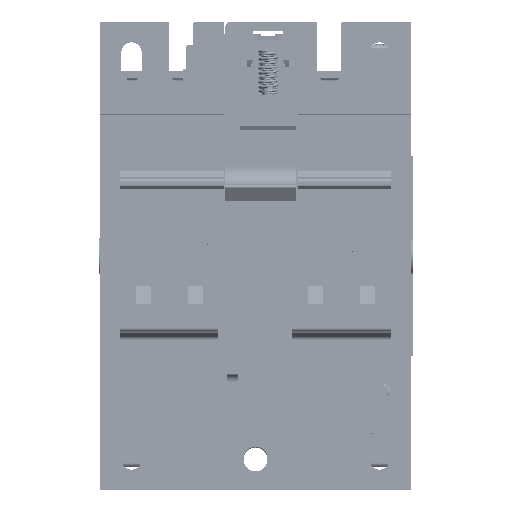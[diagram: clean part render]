
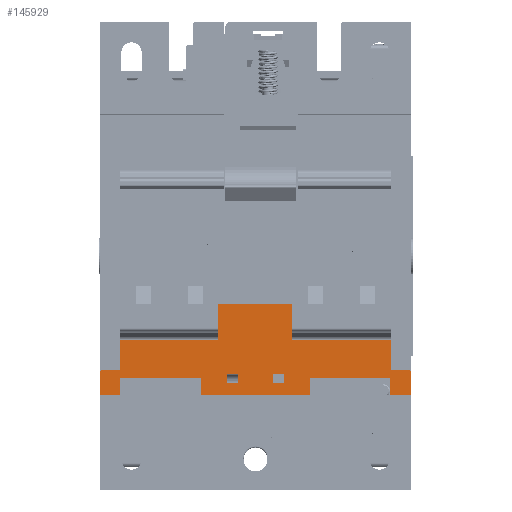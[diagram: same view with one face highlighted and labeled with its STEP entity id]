
A CAD part, front view. The second image highlights one B-rep face of the part: STEP entity #145929.
In plain terms, the highlighted planar face has unit normal (0, -1, 0).
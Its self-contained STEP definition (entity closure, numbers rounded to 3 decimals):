
#2864=DIRECTION('',(0.,0.,1.));
#2865=VECTOR('',#2864,6.1);
#2866=CARTESIAN_POINT('',(-42.1,-41.,-37.5));
#2867=LINE('',#2866,#2865);
#8666=DIRECTION('',(0.,0.,1.));
#8667=VECTOR('',#8666,6.1);
#8668=CARTESIAN_POINT('',(42.1,-41.,-37.5));
#8669=LINE('',#8668,#8667);
#23079=DIRECTION('',(1.,0.,0.));
#23080=VECTOR('',#23079,26.6);
#23081=CARTESIAN_POINT('',(-36.6,-41.,-22.628));
#23082=LINE('',#23081,#23080);
#23083=DIRECTION('',(1.,0.,0.));
#23084=VECTOR('',#23083,26.6);
#23085=CARTESIAN_POINT('',(10.,-41.,-22.628));
#23086=LINE('',#23085,#23084);
#23087=CARTESIAN_POINT('',(41.6,-41.,-31.4));
#23088=DIRECTION('',(0.,-1.,0.));
#23089=DIRECTION('',(1.,0.,0.));
#23090=AXIS2_PLACEMENT_3D('',#23087,#23088,#23089);
#23092=DIRECTION('',(1.,0.,0.));
#23093=VECTOR('',#23092,5.6);
#23094=CARTESIAN_POINT('',(36.5,-41.,-37.5));
#23095=LINE('',#23094,#23093);
#23096=DIRECTION('',(0.,0.,1.));
#23097=VECTOR('',#23096,4.6);
#23098=CARTESIAN_POINT('',(36.5,-41.,-37.5));
#23099=LINE('',#23098,#23097);
#23100=DIRECTION('',(-1.,0.,0.));
#23101=VECTOR('',#23100,21.75);
#23102=CARTESIAN_POINT('',(36.5,-41.,-32.9));
#23103=LINE('',#23102,#23101);
#23104=DIRECTION('',(0.,0.,1.));
#23105=VECTOR('',#23104,4.6);
#23106=CARTESIAN_POINT('',(14.75,-41.,-37.5));
#23107=LINE('',#23106,#23105);
#23108=DIRECTION('',(1.,0.,0.));
#23109=VECTOR('',#23108,29.5);
#23110=CARTESIAN_POINT('',(-14.75,-41.,-37.5));
#23111=LINE('',#23110,#23109);
#23112=DIRECTION('',(0.,0.,1.));
#23113=VECTOR('',#23112,4.6);
#23114=CARTESIAN_POINT('',(-14.75,-41.,-37.5));
#23115=LINE('',#23114,#23113);
#23116=DIRECTION('',(-1.,0.,0.));
#23117=VECTOR('',#23116,21.75);
#23118=CARTESIAN_POINT('',(-14.75,-41.,-32.9));
#23119=LINE('',#23118,#23117);
#23120=DIRECTION('',(0.,0.,1.));
#23121=VECTOR('',#23120,4.6);
#23122=CARTESIAN_POINT('',(-36.5,-41.,-37.5));
#23123=LINE('',#23122,#23121);
#23124=DIRECTION('',(1.,0.,0.));
#23125=VECTOR('',#23124,5.6);
#23126=CARTESIAN_POINT('',(-42.1,-41.,-37.5));
#23127=LINE('',#23126,#23125);
#23128=CARTESIAN_POINT('',(-41.6,-41.,-31.4));
#23129=DIRECTION('',(0.,-1.,0.));
#23130=DIRECTION('',(0.,0.,1.));
#23131=AXIS2_PLACEMENT_3D('',#23128,#23129,#23130);
#23133=DIRECTION('',(0.,0.,1.));
#23134=VECTOR('',#23133,2.3);
#23135=CARTESIAN_POINT('',(7.75,-41.,-34.3));
#23136=LINE('',#23135,#23134);
#23137=DIRECTION('',(-1.,0.,0.));
#23138=VECTOR('',#23137,3.);
#23139=CARTESIAN_POINT('',(7.75,-41.,-32.));
#23140=LINE('',#23139,#23138);
#23141=DIRECTION('',(0.,0.,-1.));
#23142=VECTOR('',#23141,2.3);
#23143=CARTESIAN_POINT('',(4.75,-41.,-32.));
#23144=LINE('',#23143,#23142);
#23145=DIRECTION('',(1.,0.,0.));
#23146=VECTOR('',#23145,3.);
#23147=CARTESIAN_POINT('',(4.75,-41.,-34.3));
#23148=LINE('',#23147,#23146);
#23149=DIRECTION('',(0.,0.,1.));
#23150=VECTOR('',#23149,2.3);
#23151=CARTESIAN_POINT('',(-4.75,-41.,-34.3));
#23152=LINE('',#23151,#23150);
#23153=DIRECTION('',(-1.,0.,0.));
#23154=VECTOR('',#23153,3.);
#23155=CARTESIAN_POINT('',(-4.75,-41.,-32.));
#23156=LINE('',#23155,#23154);
#23157=DIRECTION('',(0.,0.,-1.));
#23158=VECTOR('',#23157,2.3);
#23159=CARTESIAN_POINT('',(-7.75,-41.,-32.));
#23160=LINE('',#23159,#23158);
#23161=DIRECTION('',(1.,0.,0.));
#23162=VECTOR('',#23161,3.);
#23163=CARTESIAN_POINT('',(-7.75,-41.,-34.3));
#23164=LINE('',#23163,#23162);
#23208=DIRECTION('',(0.,0.,-1.));
#23209=VECTOR('',#23208,8.272);
#23210=CARTESIAN_POINT('',(-36.6,-41.,-22.628));
#23211=LINE('',#23210,#23209);
#50220=DIRECTION('',(-1.,0.,0.));
#50221=VECTOR('',#50220,5.);
#50222=CARTESIAN_POINT('',(41.6,-41.,-30.9));
#50223=LINE('',#50222,#50221);
#50237=DIRECTION('',(0.,0.,1.));
#50238=VECTOR('',#50237,8.272);
#50239=CARTESIAN_POINT('',(36.6,-41.,-30.9));
#50240=LINE('',#50239,#50238);
#50292=DIRECTION('',(0.,0.,1.));
#50293=VECTOR('',#50292,9.628);
#50294=CARTESIAN_POINT('',(10.,-41.,-22.628));
#50295=LINE('',#50294,#50293);
#59257=DIRECTION('',(-1.,0.,0.));
#59258=VECTOR('',#59257,20.);
#59259=CARTESIAN_POINT('',(10.,-41.,-13.));
#59260=LINE('',#59259,#59258);
#59282=DIRECTION('',(0.,0.,-1.));
#59283=VECTOR('',#59282,9.628);
#59284=CARTESIAN_POINT('',(-10.,-41.,-13.));
#59285=LINE('',#59284,#59283);
#79787=DIRECTION('',(-1.,0.,0.));
#79788=VECTOR('',#79787,5.);
#79789=CARTESIAN_POINT('',(-36.6,-41.,-30.9));
#79790=LINE('',#79789,#79788);
#97020=CARTESIAN_POINT('',(10.,-41.,-13.));
#97021=CARTESIAN_POINT('',(-10.,-41.,-13.));
#97022=VERTEX_POINT('',#97020);
#97023=VERTEX_POINT('',#97021);
#97068=CARTESIAN_POINT('',(42.1,-41.,-37.5));
#97069=VERTEX_POINT('',#97068);
#97070=CARTESIAN_POINT('',(-42.1,-41.,-37.5));
#97071=VERTEX_POINT('',#97070);
#97108=CARTESIAN_POINT('',(36.5,-41.,-37.5));
#97109=CARTESIAN_POINT('',(36.5,-41.,-32.9));
#97110=VERTEX_POINT('',#97108);
#97111=VERTEX_POINT('',#97109);
#97112=CARTESIAN_POINT('',(14.75,-41.,-32.9));
#97113=VERTEX_POINT('',#97112);
#97114=CARTESIAN_POINT('',(14.75,-41.,-37.5));
#97115=VERTEX_POINT('',#97114);
#97116=CARTESIAN_POINT('',(-14.75,-41.,-37.5));
#97117=CARTESIAN_POINT('',(-14.75,-41.,-32.9));
#97118=VERTEX_POINT('',#97116);
#97119=VERTEX_POINT('',#97117);
#97120=CARTESIAN_POINT('',(-36.5,-41.,-32.9));
#97121=VERTEX_POINT('',#97120);
#97122=CARTESIAN_POINT('',(-36.5,-41.,-37.5));
#97123=VERTEX_POINT('',#97122);
#98120=CARTESIAN_POINT('',(-41.6,-41.,-30.9));
#98121=CARTESIAN_POINT('',(-42.1,-41.,-31.4));
#98122=VERTEX_POINT('',#98120);
#98123=VERTEX_POINT('',#98121);
#98124=CARTESIAN_POINT('',(42.1,-41.,-31.4));
#98125=CARTESIAN_POINT('',(41.6,-41.,-30.9));
#98126=VERTEX_POINT('',#98124);
#98127=VERTEX_POINT('',#98125);
#98132=CARTESIAN_POINT('',(36.6,-41.,-30.9));
#98133=VERTEX_POINT('',#98132);
#98136=CARTESIAN_POINT('',(-36.6,-41.,-30.9));
#98137=VERTEX_POINT('',#98136);
#98324=CARTESIAN_POINT('',(-36.6,-41.,-22.628));
#98325=CARTESIAN_POINT('',(-10.,-41.,-22.628));
#98326=VERTEX_POINT('',#98324);
#98327=VERTEX_POINT('',#98325);
#98340=CARTESIAN_POINT('',(10.,-41.,-22.628));
#98341=CARTESIAN_POINT('',(36.6,-41.,-22.628));
#98342=VERTEX_POINT('',#98340);
#98343=VERTEX_POINT('',#98341);
#102274=CARTESIAN_POINT('',(7.75,-41.,-34.3));
#102275=CARTESIAN_POINT('',(7.75,-41.,-32.));
#102276=VERTEX_POINT('',#102274);
#102277=VERTEX_POINT('',#102275);
#102278=CARTESIAN_POINT('',(4.75,-41.,-32.));
#102279=VERTEX_POINT('',#102278);
#102280=CARTESIAN_POINT('',(4.75,-41.,-34.3));
#102281=VERTEX_POINT('',#102280);
#102282=CARTESIAN_POINT('',(-4.75,-41.,-34.3));
#102283=CARTESIAN_POINT('',(-4.75,-41.,-32.));
#102284=VERTEX_POINT('',#102282);
#102285=VERTEX_POINT('',#102283);
#102286=CARTESIAN_POINT('',(-7.75,-41.,-32.));
#102287=VERTEX_POINT('',#102286);
#102288=CARTESIAN_POINT('',(-7.75,-41.,-34.3));
#102289=VERTEX_POINT('',#102288);
#145864=CARTESIAN_POINT('',(0.,-41.,-63.25));
#145865=DIRECTION('',(0.,-1.,0.));
#145866=DIRECTION('',(0.,0.,1.));
#145867=AXIS2_PLACEMENT_3D('',#145864,#145865,#145866);
#145868=PLANE('',#145867);
#145870=ORIENTED_EDGE('',*,*,#145869,.T.);
#145872=ORIENTED_EDGE('',*,*,#145871,.F.);
#145874=ORIENTED_EDGE('',*,*,#145873,.F.);
#145876=ORIENTED_EDGE('',*,*,#145875,.F.);
#145878=ORIENTED_EDGE('',*,*,#145877,.T.);
#145880=ORIENTED_EDGE('',*,*,#145879,.F.);
#145882=ORIENTED_EDGE('',*,*,#145881,.F.);
#145884=ORIENTED_EDGE('',*,*,#145883,.F.);
#145885=ORIENTED_EDGE('',*,*,#129715,.F.);
#145886=ORIENTED_EDGE('',*,*,#145805,.F.);
#145888=ORIENTED_EDGE('',*,*,#145887,.T.);
#145890=ORIENTED_EDGE('',*,*,#145889,.T.);
#145892=ORIENTED_EDGE('',*,*,#145891,.F.);
#145893=ORIENTED_EDGE('',*,*,#145797,.F.);
#145895=ORIENTED_EDGE('',*,*,#145894,.T.);
#145897=ORIENTED_EDGE('',*,*,#145896,.T.);
#145898=ORIENTED_EDGE('',*,*,#145857,.F.);
#145899=ORIENTED_EDGE('',*,*,#145824,.F.);
#145900=ORIENTED_EDGE('',*,*,#123311,.T.);
#145902=ORIENTED_EDGE('',*,*,#145901,.F.);
#145904=ORIENTED_EDGE('',*,*,#145903,.F.);
#145906=ORIENTED_EDGE('',*,*,#145905,.F.);
#145907=EDGE_LOOP('',(#145870,#145872,#145874,#145876,#145878,#145880,#145882,
#145884,#145885,#145886,#145888,#145890,#145892,#145893,#145895,#145897,#145898,
#145899,#145900,#145902,#145904,#145906));
#145908=FACE_OUTER_BOUND('',#145907,.F.);
#145910=ORIENTED_EDGE('',*,*,#145909,.T.);
#145912=ORIENTED_EDGE('',*,*,#145911,.T.);
#145914=ORIENTED_EDGE('',*,*,#145913,.T.);
#145916=ORIENTED_EDGE('',*,*,#145915,.T.);
#145917=EDGE_LOOP('',(#145910,#145912,#145914,#145916));
#145918=FACE_BOUND('',#145917,.F.);
#145920=ORIENTED_EDGE('',*,*,#145919,.T.);
#145922=ORIENTED_EDGE('',*,*,#145921,.T.);
#145924=ORIENTED_EDGE('',*,*,#145923,.T.);
#145926=ORIENTED_EDGE('',*,*,#145925,.T.);
#145927=EDGE_LOOP('',(#145920,#145922,#145924,#145926));
#145928=FACE_BOUND('',#145927,.F.);
#145929=ADVANCED_FACE('',(#145908,#145918,#145928),#145868,.T.);
#23091=CIRCLE('',#23090,0.5);
#23132=CIRCLE('',#23131,0.5);
#123311=EDGE_CURVE('',#97071,#98123,#2867,.T.);
#129715=EDGE_CURVE('',#97069,#98126,#8669,.T.);
#145797=EDGE_CURVE('',#97118,#97115,#23111,.T.);
#145805=EDGE_CURVE('',#97110,#97069,#23095,.T.);
#145824=EDGE_CURVE('',#97071,#97123,#23127,.T.);
#145857=EDGE_CURVE('',#97123,#97121,#23123,.T.);
#145869=EDGE_CURVE('',#98326,#98327,#23082,.T.);
#145871=EDGE_CURVE('',#97023,#98327,#59285,.T.);
#145873=EDGE_CURVE('',#97022,#97023,#59260,.T.);
#145875=EDGE_CURVE('',#98342,#97022,#50295,.T.);
#145877=EDGE_CURVE('',#98342,#98343,#23086,.T.);
#145879=EDGE_CURVE('',#98133,#98343,#50240,.T.);
#145881=EDGE_CURVE('',#98127,#98133,#50223,.T.);
#145883=EDGE_CURVE('',#98126,#98127,#23091,.T.);
#145887=EDGE_CURVE('',#97110,#97111,#23099,.T.);
#145889=EDGE_CURVE('',#97111,#97113,#23103,.T.);
#145891=EDGE_CURVE('',#97115,#97113,#23107,.T.);
#145894=EDGE_CURVE('',#97118,#97119,#23115,.T.);
#145896=EDGE_CURVE('',#97119,#97121,#23119,.T.);
#145901=EDGE_CURVE('',#98122,#98123,#23132,.T.);
#145903=EDGE_CURVE('',#98137,#98122,#79790,.T.);
#145905=EDGE_CURVE('',#98326,#98137,#23211,.T.);
#145909=EDGE_CURVE('',#102276,#102277,#23136,.T.);
#145911=EDGE_CURVE('',#102277,#102279,#23140,.T.);
#145913=EDGE_CURVE('',#102279,#102281,#23144,.T.);
#145915=EDGE_CURVE('',#102281,#102276,#23148,.T.);
#145919=EDGE_CURVE('',#102284,#102285,#23152,.T.);
#145921=EDGE_CURVE('',#102285,#102287,#23156,.T.);
#145923=EDGE_CURVE('',#102287,#102289,#23160,.T.);
#145925=EDGE_CURVE('',#102289,#102284,#23164,.T.);
